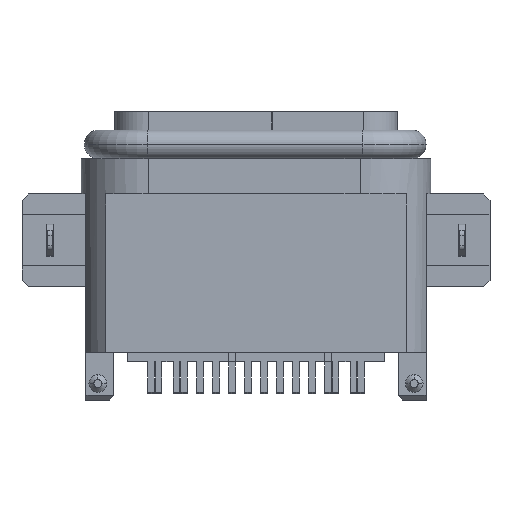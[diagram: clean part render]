
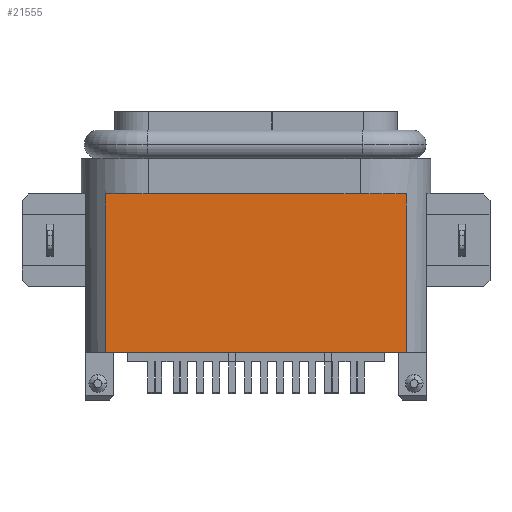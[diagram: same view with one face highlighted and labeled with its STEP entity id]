
A CAD part, front view. The second image highlights one B-rep face of the part: STEP entity #21555.
In plain terms, the highlighted face is planar.
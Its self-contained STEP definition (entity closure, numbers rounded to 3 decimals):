
#637 = VECTOR ( 'NONE', #1902, 1000. ) ;
#1902 = DIRECTION ( 'NONE',  ( -1., 0., 0. ) ) ;
#3854 = VECTOR ( 'NONE', #31854, 1000. ) ;
#4491 = CARTESIAN_POINT ( 'NONE',  ( 4.2, 2.39, -7.656 ) ) ;
#7714 = CARTESIAN_POINT ( 'NONE',  ( 1.725, 2.39, -2.95 ) ) ;
#9836 = VERTEX_POINT ( 'NONE', #35118 ) ;
#10635 = LINE ( 'NONE', #4491, #637 ) ;
#11186 = CARTESIAN_POINT ( 'NONE',  ( -0.75, 2.39, 1.756 ) ) ;
#11925 = CARTESIAN_POINT ( 'NONE',  ( -0.75, 2.39, 1.756 ) ) ;
#12871 = DIRECTION ( 'NONE',  ( 0., 1., 0. ) ) ;
#14075 = VERTEX_POINT ( 'NONE', #11925 ) ;
#16203 = FACE_OUTER_BOUND ( 'NONE', #25349, .T. ) ;
#16388 = PLANE ( 'NONE',  #34894 ) ;
#16517 = LINE ( 'NONE', #11186, #25507 ) ;
#16628 = CARTESIAN_POINT ( 'NONE',  ( -0.75, 2.39, -7.656 ) ) ;
#18714 = EDGE_CURVE ( 'NONE', #14075, #28317, #16517, .T. ) ;
#19681 = DIRECTION ( 'NONE',  ( 0., 0., -1. ) ) ;
#19836 = VERTEX_POINT ( 'NONE', #37887 ) ;
#21555 = ADVANCED_FACE ( 'NONE', ( #16203 ), #16388, .T. ) ;
#22618 = EDGE_CURVE ( 'NONE', #9836, #19836, #27096, .T. ) ;
#25091 = DIRECTION ( 'NONE',  ( 1., 0., 0. ) ) ;
#25349 = EDGE_LOOP ( 'NONE', ( #32482, #27127, #34942, #26953 ) ) ;
#25507 = VECTOR ( 'NONE', #19681, 1000. ) ;
#26311 = CARTESIAN_POINT ( 'NONE',  ( -0.75, 2.39, 1.756 ) ) ;
#26953 = ORIENTED_EDGE ( 'NONE', *, *, #34967, .T. ) ;
#27096 = LINE ( 'NONE', #39161, #31793 ) ;
#27127 = ORIENTED_EDGE ( 'NONE', *, *, #28261, .T. ) ;
#28261 = EDGE_CURVE ( 'NONE', #14075, #19836, #35199, .T. ) ;
#28317 = VERTEX_POINT ( 'NONE', #16628 ) ;
#30249 = DIRECTION ( 'NONE',  ( 0., 0., 1. ) ) ;
#31793 = VECTOR ( 'NONE', #30249, 1000. ) ;
#31854 = DIRECTION ( 'NONE',  ( 1., 0., 0. ) ) ;
#32482 = ORIENTED_EDGE ( 'NONE', *, *, #18714, .F. ) ;
#34894 = AXIS2_PLACEMENT_3D ( 'NONE', #7714, #12871, #25091 ) ;
#34942 = ORIENTED_EDGE ( 'NONE', *, *, #22618, .F. ) ;
#34967 = EDGE_CURVE ( 'NONE', #9836, #28317, #10635, .T. ) ;
#35118 = CARTESIAN_POINT ( 'NONE',  ( 4.2, 2.39, -7.656 ) ) ;
#35199 = LINE ( 'NONE', #26311, #3854 ) ;
#37887 = CARTESIAN_POINT ( 'NONE',  ( 4.2, 2.39, 1.756 ) ) ;
#39161 = CARTESIAN_POINT ( 'NONE',  ( 4.2, 2.39, -7.656 ) ) ;
